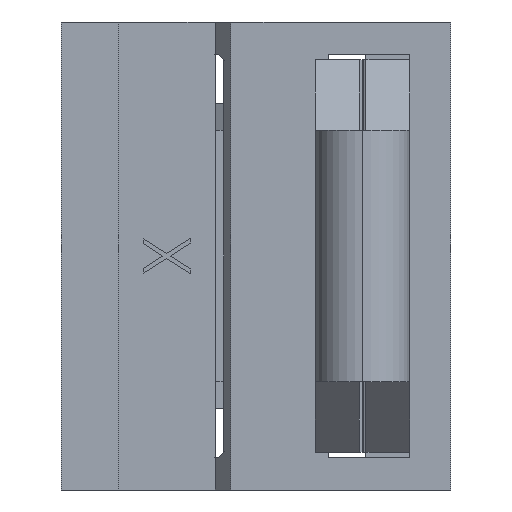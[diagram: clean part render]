
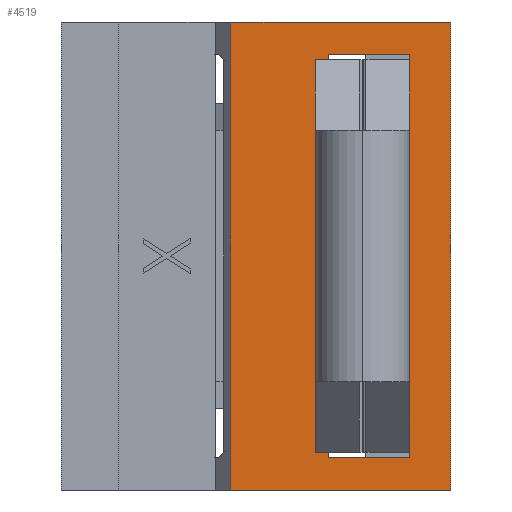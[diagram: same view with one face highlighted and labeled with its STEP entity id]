
A CAD part, left-side view. The second image highlights one B-rep face of the part: STEP entity #4519.
In plain terms, the highlighted planar face has unit normal (-1, 0, 0).
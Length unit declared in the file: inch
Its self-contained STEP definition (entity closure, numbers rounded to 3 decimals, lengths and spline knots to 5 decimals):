
#4 = VERTEX_POINT ( 'NONE', #4697 ) ;
#12 = CARTESIAN_POINT ( 'NONE',  ( 0., 0., -0.149 ) ) ;
#40 = ORIENTED_EDGE ( 'NONE', *, *, #3994, .F. ) ;
#105 = ORIENTED_EDGE ( 'NONE', *, *, #6260, .T. ) ;
#177 = DIRECTION ( 'NONE',  ( 0., -1., 0. ) ) ;
#186 = ORIENTED_EDGE ( 'NONE', *, *, #2856, .F. ) ;
#220 = EDGE_CURVE ( 'NONE', #5154, #1443, #1151, .T. ) ;
#252 = CARTESIAN_POINT ( 'NONE',  ( 0., 0.078, 0.128 ) ) ;
#260 = ORIENTED_EDGE ( 'NONE', *, *, #4696, .F. ) ;
#528 = DIRECTION ( 'NONE',  ( 0., -1., 0. ) ) ;
#615 = CARTESIAN_POINT ( 'NONE',  ( 0., 0.078, -0.128 ) ) ;
#700 = CARTESIAN_POINT ( 'NONE',  ( 0., 0.14, 0.149 ) ) ;
#915 = VECTOR ( 'NONE', #177, 39.37008 ) ;
#944 = CARTESIAN_POINT ( 'NONE',  ( 0., 0., 0.149 ) ) ;
#954 = CARTESIAN_POINT ( 'NONE',  ( 0., 0.078, -0.128 ) ) ;
#970 = VERTEX_POINT ( 'NONE', #5255 ) ;
#989 = ORIENTED_EDGE ( 'NONE', *, *, #3224, .T. ) ;
#1094 = CARTESIAN_POINT ( 'NONE',  ( 0., 0.026, -0.128 ) ) ;
#1151 = LINE ( 'NONE', #615, #5587 ) ;
#1199 = VERTEX_POINT ( 'NONE', #700 ) ;
#1358 = CARTESIAN_POINT ( 'NONE',  ( 0., 0.026, -0.128 ) ) ;
#1443 = VERTEX_POINT ( 'NONE', #1358 ) ;
#1539 = CARTESIAN_POINT ( 'NONE',  ( 0., 0.14, -0.2 ) ) ;
#1571 = DIRECTION ( 'NONE',  ( 0., 0., 1. ) ) ;
#1783 = EDGE_LOOP ( 'NONE', ( #4492, #5388, #989, #5539 ) ) ;
#1942 = EDGE_CURVE ( 'NONE', #5154, #4, #3723, .T. ) ;
#2007 = LINE ( 'NONE', #3358, #5076 ) ;
#2069 = VERTEX_POINT ( 'NONE', #6298 ) ;
#2856 = EDGE_CURVE ( 'NONE', #970, #1199, #5866, .T. ) ;
#2893 = FACE_BOUND ( 'NONE', #1783, .T. ) ;
#3015 = VERTEX_POINT ( 'NONE', #944 ) ;
#3047 = VECTOR ( 'NONE', #7389, 39.37008 ) ;
#3200 = CARTESIAN_POINT ( 'NONE',  ( 0., 0.15, -0.149 ) ) ;
#3224 = EDGE_CURVE ( 'NONE', #4, #2069, #4555, .T. ) ;
#3358 = CARTESIAN_POINT ( 'NONE',  ( 0., 0., 0.149 ) ) ;
#3555 = PLANE ( 'NONE',  #4242 ) ;
#3649 = DIRECTION ( 'NONE',  ( 0., -1., 0. ) ) ;
#3723 = LINE ( 'NONE', #6870, #5110 ) ;
#3994 = EDGE_CURVE ( 'NONE', #3015, #6339, #2007, .T. ) ;
#4143 = DIRECTION ( 'NONE',  ( 0., 0., -1. ) ) ;
#4219 = DIRECTION ( 'NONE',  ( 0., 0., 1. ) ) ;
#4242 = AXIS2_PLACEMENT_3D ( 'NONE', #6639, #7161, #4143 ) ;
#4362 = VECTOR ( 'NONE', #3649, 39.37008 ) ;
#4492 = ORIENTED_EDGE ( 'NONE', *, *, #220, .F. ) ;
#4519 = ADVANCED_FACE ( 'NONE', ( #5610, #2893 ), #3555, .F. ) ;
#4522 = LINE ( 'NONE', #4708, #4362 ) ;
#4555 = LINE ( 'NONE', #252, #915 ) ;
#4696 = EDGE_CURVE ( 'NONE', #1199, #3015, #4522, .T. ) ;
#4697 = CARTESIAN_POINT ( 'NONE',  ( 0., 0.078, 0.128 ) ) ;
#4708 = CARTESIAN_POINT ( 'NONE',  ( 0., 0.15, 0.149 ) ) ;
#4894 = LINE ( 'NONE', #1094, #7268 ) ;
#5076 = VECTOR ( 'NONE', #6995, 39.37008 ) ;
#5110 = VECTOR ( 'NONE', #6928, 39.37008 ) ;
#5154 = VERTEX_POINT ( 'NONE', #954 ) ;
#5229 = EDGE_LOOP ( 'NONE', ( #260, #186, #105, #40 ) ) ;
#5255 = CARTESIAN_POINT ( 'NONE',  ( 0., 0.14, -0.149 ) ) ;
#5277 = EDGE_CURVE ( 'NONE', #1443, #2069, #4894, .T. ) ;
#5388 = ORIENTED_EDGE ( 'NONE', *, *, #1942, .T. ) ;
#5514 = LINE ( 'NONE', #3200, #3047 ) ;
#5539 = ORIENTED_EDGE ( 'NONE', *, *, #5277, .F. ) ;
#5587 = VECTOR ( 'NONE', #528, 39.37008 ) ;
#5610 = FACE_OUTER_BOUND ( 'NONE', #5229, .T. ) ;
#5866 = LINE ( 'NONE', #1539, #6027 ) ;
#6027 = VECTOR ( 'NONE', #1571, 39.37008 ) ;
#6260 = EDGE_CURVE ( 'NONE', #970, #6339, #5514, .T. ) ;
#6298 = CARTESIAN_POINT ( 'NONE',  ( 0., 0.026, 0.128 ) ) ;
#6339 = VERTEX_POINT ( 'NONE', #12 ) ;
#6639 = CARTESIAN_POINT ( 'NONE',  ( 0., 0.15, 0.149 ) ) ;
#6870 = CARTESIAN_POINT ( 'NONE',  ( 0., 0.078, -0.128 ) ) ;
#6928 = DIRECTION ( 'NONE',  ( 0., 0., 1. ) ) ;
#6995 = DIRECTION ( 'NONE',  ( 0., 0., -1. ) ) ;
#7161 = DIRECTION ( 'NONE',  ( 1., 0., 0. ) ) ;
#7268 = VECTOR ( 'NONE', #4219, 39.37008 ) ;
#7389 = DIRECTION ( 'NONE',  ( 0., -1., 0. ) ) ;
